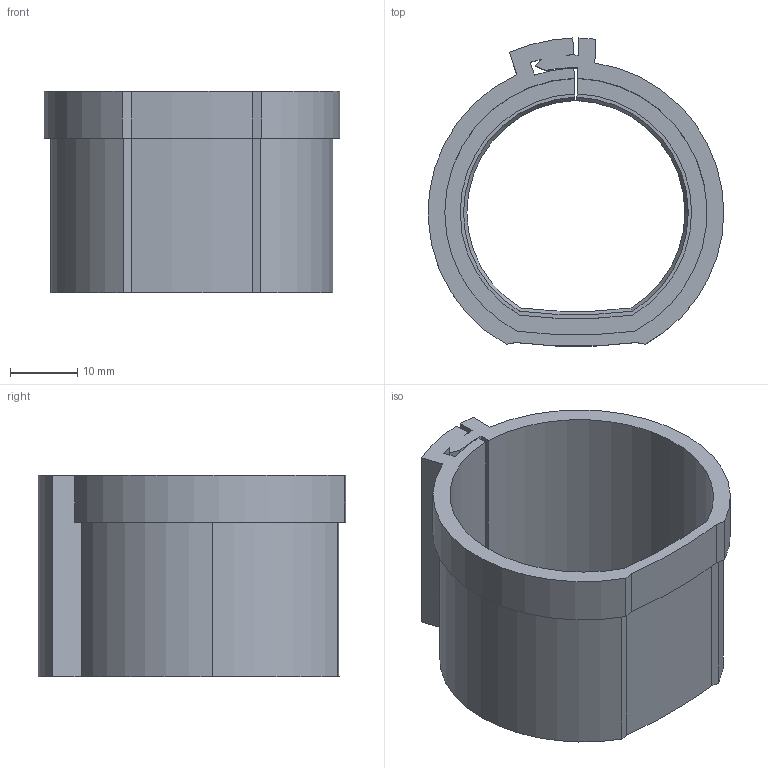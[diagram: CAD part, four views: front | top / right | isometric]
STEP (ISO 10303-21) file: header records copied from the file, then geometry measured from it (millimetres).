
FILE_DESCRIPTION (( 'STEP AP214' ), '1' );
FILE_NAME ('2047863.stp', '2019-11-20T10:26:50', ( '' ), ( '' ), 'SwSTEP 2.0', 'SolidWorks 2018', '' );
FILE_SCHEMA (( 'AUTOMOTIVE_DESIGN' ));
Length unit declared in the file: millimetre
Products named in the file (1): 2047863
Bounding box: 44.1 x 45.95 x 30 mm (x, y, z)
Volume: 8353.1 mm3; surface area: 10543.4 mm2
Topology: 1 solids, 1 shells, 51 faces, 144 edges, 95 vertices
Faces by surface type: cylinder 29, plane 18, cone 4
Entity records: 1716 total; most frequent: DIRECTION 308, CARTESIAN_POINT 297, ORIENTED_EDGE 288, EDGE_CURVE 144, AXIS2_PLACEMENT_3D 114, VERTEX_POINT 95, VECTOR 80, LINE 80
